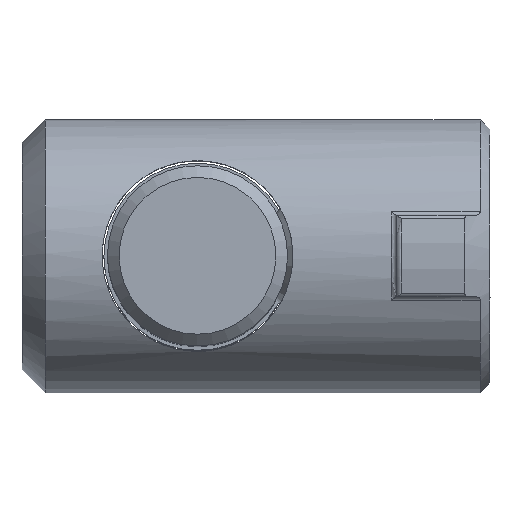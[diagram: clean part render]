
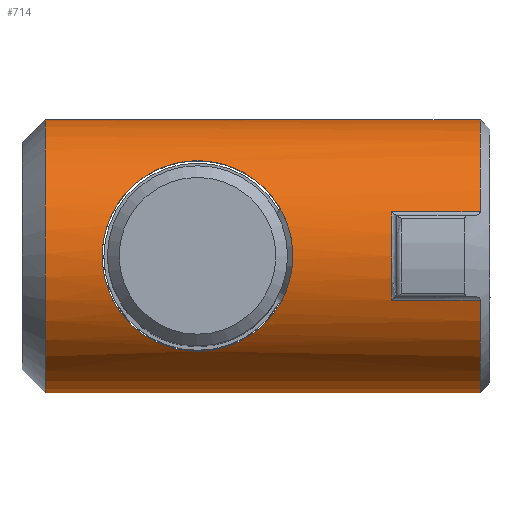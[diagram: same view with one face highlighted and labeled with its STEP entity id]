
A CAD part, top view. The second image highlights one B-rep face of the part: STEP entity #714.
In plain terms, the highlighted cylindrical face has radius 5.85 mm (diameter 11.7 mm), a full revolution.
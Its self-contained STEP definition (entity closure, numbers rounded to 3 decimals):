
#27=LINE($,#1305,#59);
#35=LINE($,#1373,#67);
#36=LINE($,#1375,#68);
#37=LINE($,#1378,#69);
#59=VECTOR($,#887,3.776);
#67=VECTOR($,#913,3.776);
#68=VECTOR($,#914,3.776);
#69=VECTOR($,#917,3.776);
#101=B_SPLINE_CURVE_WITH_KNOTS($,3,(#1099,#1100,#1101,#1102,#1103,#1104,
#1105,#1106,#1107,#1108,#1109,#1110,#1111,#1112,#1113,#1114,#1115,#1116,
#1117,#1118,#1119,#1120,#1121,#1122,#1123,#1124,#1125,#1126,#1127,#1128,
#1129,#1130,#1131,#1132),.UNSPECIFIED.,.T.,.F.,(4,2,2,2,2,2,2,2,2,2,2,2,
2,2,2,2,4),(0.,0.162,0.324,0.483,0.643,
0.802,0.962,1.124,1.286,1.447,
1.609,1.769,1.928,2.088,2.248,
2.409,2.571),.UNSPECIFIED.);
#102=B_SPLINE_CURVE_WITH_KNOTS($,3,(#1134,#1135,#1136,#1137,#1138,#1139,
#1140,#1141,#1142,#1143,#1144,#1145,#1146,#1147,#1148,#1149,#1150,#1151,
#1152,#1153,#1154,#1155,#1156,#1157,#1158,#1159,#1160,#1161,#1162,#1163,
#1164,#1165,#1166,#1167),.UNSPECIFIED.,.T.,.F.,(4,2,2,2,2,2,2,2,2,2,2,2,
2,2,2,2,4),(0.,0.162,0.324,0.483,0.643,
0.802,0.962,1.124,1.286,1.447,
1.609,1.769,1.928,2.088,2.248,
2.409,2.571),.UNSPECIFIED.);
#163=CYLINDRICAL_SURFACE($,#783,5.85);
#184=FACE_BOUND($,#266,.T.);
#185=FACE_BOUND($,#267,.T.);
#186=FACE_BOUND($,#268,.T.);
#187=FACE_BOUND($,#269,.T.);
#266=EDGE_LOOP($,(#562));
#267=EDGE_LOOP($,(#563));
#268=EDGE_LOOP($,(#564));
#269=EDGE_LOOP($,(#565,#566,#567,#568,#569,#570,#571,#572));
#313=CIRCLE($,#773,5.85);
#315=CIRCLE($,#775,5.85);
#317=CIRCLE($,#784,5.85);
#318=CIRCLE($,#785,5.85);
#319=CIRCLE($,#786,5.85);
#340=VERTEX_POINT($,#1098);
#341=VERTEX_POINT($,#1133);
#342=VERTEX_POINT($,#1169);
#349=VERTEX_POINT($,#1217);
#350=VERTEX_POINT($,#1228);
#357=VERTEX_POINT($,#1277);
#359=VERTEX_POINT($,#1292);
#369=VERTEX_POINT($,#1369);
#370=VERTEX_POINT($,#1371);
#371=VERTEX_POINT($,#1374);
#372=VERTEX_POINT($,#1376);
#410=EDGE_CURVE($,#340,#340,#101,.T.);
#411=EDGE_CURVE($,#341,#341,#102,.T.);
#419=EDGE_CURVE($,#350,#349,#313,.T.);
#427=EDGE_CURVE($,#342,#357,#315,.T.);
#430=EDGE_CURVE($,#359,#349,#27,.T.);
#445=EDGE_CURVE($,#369,#369,#317,.T.);
#446=EDGE_CURVE($,#370,#359,#318,.T.);
#447=EDGE_CURVE($,#342,#370,#35,.T.);
#448=EDGE_CURVE($,#371,#357,#36,.T.);
#449=EDGE_CURVE($,#372,#371,#319,.T.);
#450=EDGE_CURVE($,#350,#372,#37,.T.);
#562=ORIENTED_EDGE($,*,*,#410,.T.);
#563=ORIENTED_EDGE($,*,*,#411,.T.);
#564=ORIENTED_EDGE($,*,*,#445,.F.);
#565=ORIENTED_EDGE($,*,*,#419,.T.);
#566=ORIENTED_EDGE($,*,*,#430,.F.);
#567=ORIENTED_EDGE($,*,*,#446,.F.);
#568=ORIENTED_EDGE($,*,*,#447,.F.);
#569=ORIENTED_EDGE($,*,*,#427,.T.);
#570=ORIENTED_EDGE($,*,*,#448,.F.);
#571=ORIENTED_EDGE($,*,*,#449,.F.);
#572=ORIENTED_EDGE($,*,*,#450,.F.);
#714=ADVANCED_FACE($,(#184,#185,#186,#187),#163,.T.);
#773=AXIS2_PLACEMENT_3D($,#1229,#878,#879);
#775=AXIS2_PLACEMENT_3D($,#1288,#882,#883);
#783=AXIS2_PLACEMENT_3D($,#1368,#907,#908);
#784=AXIS2_PLACEMENT_3D($,#1370,#909,#910);
#785=AXIS2_PLACEMENT_3D($,#1372,#911,#912);
#786=AXIS2_PLACEMENT_3D($,#1377,#915,#916);
#878=DIRECTION('center_axis',(0.,0.,1.));
#879=DIRECTION('ref_axis',(-1.,0.,0.));
#882=DIRECTION('center_axis',(0.,0.,1.));
#883=DIRECTION('ref_axis',(-1.,0.,0.));
#887=DIRECTION($,(0.,0.,-1.));
#907=DIRECTION('center_axis',(0.,0.,1.));
#908=DIRECTION('ref_axis',(-1.,0.,0.));
#909=DIRECTION('center_axis',(0.,0.,1.));
#910=DIRECTION('ref_axis',(-1.,0.,0.));
#911=DIRECTION('center_axis',(0.,0.,-1.));
#912=DIRECTION('ref_axis',(1.,0.,0.));
#913=DIRECTION($,(0.,0.,1.));
#914=DIRECTION($,(0.,0.,-1.));
#915=DIRECTION('center_axis',(0.,0.,-1.));
#916=DIRECTION('ref_axis',(-1.,0.,0.));
#917=DIRECTION($,(0.,0.,1.));
#1098=CARTESIAN_POINT('',(20.053,-5.797,12.5));
#1099=CARTESIAN_POINT('Ctrl Pts',(20.053,-5.797,12.5));
#1100=CARTESIAN_POINT('Ctrl Pts',(20.053,-5.797,11.961));
#1101=CARTESIAN_POINT('Ctrl Pts',(20.167,-5.909,11.41));
#1102=CARTESIAN_POINT('Ctrl Pts',(20.518,-6.329,10.417));
#1103=CARTESIAN_POINT('Ctrl Pts',(20.747,-6.637,9.973));
#1104=CARTESIAN_POINT('Ctrl Pts',(21.145,-7.34,9.269));
#1105=CARTESIAN_POINT('Ctrl Pts',(21.346,-7.786,8.958));
#1106=CARTESIAN_POINT('Ctrl Pts',(21.627,-8.786,8.535));
#1107=CARTESIAN_POINT('Ctrl Pts',(21.706,-9.341,8.425));
#1108=CARTESIAN_POINT('Ctrl Pts',(21.706,-10.404,8.425));
#1109=CARTESIAN_POINT('Ctrl Pts',(21.627,-10.959,8.535));
#1110=CARTESIAN_POINT('Ctrl Pts',(21.346,-11.959,8.958));
#1111=CARTESIAN_POINT('Ctrl Pts',(21.145,-12.405,9.269));
#1112=CARTESIAN_POINT('Ctrl Pts',(20.747,-13.108,9.973));
#1113=CARTESIAN_POINT('Ctrl Pts',(20.518,-13.416,10.417));
#1114=CARTESIAN_POINT('Ctrl Pts',(20.167,-13.836,11.41));
#1115=CARTESIAN_POINT('Ctrl Pts',(20.053,-13.947,11.961));
#1116=CARTESIAN_POINT('Ctrl Pts',(20.053,-13.947,13.039));
#1117=CARTESIAN_POINT('Ctrl Pts',(20.167,-13.836,13.59));
#1118=CARTESIAN_POINT('Ctrl Pts',(20.518,-13.416,14.583));
#1119=CARTESIAN_POINT('Ctrl Pts',(20.747,-13.108,15.027));
#1120=CARTESIAN_POINT('Ctrl Pts',(21.145,-12.405,15.731));
#1121=CARTESIAN_POINT('Ctrl Pts',(21.346,-11.959,16.042));
#1122=CARTESIAN_POINT('Ctrl Pts',(21.627,-10.959,16.465));
#1123=CARTESIAN_POINT('Ctrl Pts',(21.706,-10.404,16.575));
#1124=CARTESIAN_POINT('Ctrl Pts',(21.706,-9.341,16.575));
#1125=CARTESIAN_POINT('Ctrl Pts',(21.627,-8.786,16.465));
#1126=CARTESIAN_POINT('Ctrl Pts',(21.346,-7.786,16.042));
#1127=CARTESIAN_POINT('Ctrl Pts',(21.145,-7.34,15.731));
#1128=CARTESIAN_POINT('Ctrl Pts',(20.747,-6.637,15.027));
#1129=CARTESIAN_POINT('Ctrl Pts',(20.518,-6.329,14.583));
#1130=CARTESIAN_POINT('Ctrl Pts',(20.167,-5.909,13.59));
#1131=CARTESIAN_POINT('Ctrl Pts',(20.053,-5.797,13.039));
#1132=CARTESIAN_POINT('Ctrl Pts',(20.053,-5.797,12.5));
#1133=CARTESIAN_POINT('',(11.659,-5.797,12.5));
#1134=CARTESIAN_POINT('Ctrl Pts',(11.659,-5.797,12.5));
#1135=CARTESIAN_POINT('Ctrl Pts',(11.659,-5.797,13.039));
#1136=CARTESIAN_POINT('Ctrl Pts',(11.544,-5.909,13.59));
#1137=CARTESIAN_POINT('Ctrl Pts',(11.193,-6.329,14.583));
#1138=CARTESIAN_POINT('Ctrl Pts',(10.965,-6.637,15.027));
#1139=CARTESIAN_POINT('Ctrl Pts',(10.567,-7.34,15.731));
#1140=CARTESIAN_POINT('Ctrl Pts',(10.366,-7.786,16.042));
#1141=CARTESIAN_POINT('Ctrl Pts',(10.084,-8.786,16.465));
#1142=CARTESIAN_POINT('Ctrl Pts',(10.006,-9.341,16.575));
#1143=CARTESIAN_POINT('Ctrl Pts',(10.006,-10.404,16.575));
#1144=CARTESIAN_POINT('Ctrl Pts',(10.084,-10.959,16.465));
#1145=CARTESIAN_POINT('Ctrl Pts',(10.366,-11.959,16.042));
#1146=CARTESIAN_POINT('Ctrl Pts',(10.567,-12.405,15.731));
#1147=CARTESIAN_POINT('Ctrl Pts',(10.965,-13.108,15.027));
#1148=CARTESIAN_POINT('Ctrl Pts',(11.193,-13.416,14.583));
#1149=CARTESIAN_POINT('Ctrl Pts',(11.544,-13.836,13.59));
#1150=CARTESIAN_POINT('Ctrl Pts',(11.659,-13.947,13.039));
#1151=CARTESIAN_POINT('Ctrl Pts',(11.659,-13.947,11.961));
#1152=CARTESIAN_POINT('Ctrl Pts',(11.544,-13.836,11.41));
#1153=CARTESIAN_POINT('Ctrl Pts',(11.193,-13.416,10.417));
#1154=CARTESIAN_POINT('Ctrl Pts',(10.965,-13.108,9.973));
#1155=CARTESIAN_POINT('Ctrl Pts',(10.567,-12.405,9.269));
#1156=CARTESIAN_POINT('Ctrl Pts',(10.366,-11.959,8.958));
#1157=CARTESIAN_POINT('Ctrl Pts',(10.084,-10.959,8.535));
#1158=CARTESIAN_POINT('Ctrl Pts',(10.006,-10.404,8.425));
#1159=CARTESIAN_POINT('Ctrl Pts',(10.006,-9.341,8.425));
#1160=CARTESIAN_POINT('Ctrl Pts',(10.084,-8.786,8.535));
#1161=CARTESIAN_POINT('Ctrl Pts',(10.366,-7.786,8.958));
#1162=CARTESIAN_POINT('Ctrl Pts',(10.567,-7.34,9.269));
#1163=CARTESIAN_POINT('Ctrl Pts',(10.965,-6.637,9.973));
#1164=CARTESIAN_POINT('Ctrl Pts',(11.193,-6.329,10.417));
#1165=CARTESIAN_POINT('Ctrl Pts',(11.544,-5.909,11.41));
#1166=CARTESIAN_POINT('Ctrl Pts',(11.659,-5.797,11.961));
#1167=CARTESIAN_POINT('Ctrl Pts',(11.659,-5.797,12.5));
#1169=CARTESIAN_POINT('',(21.394,-7.987,0.424));
#1217=CARTESIAN_POINT('',(21.394,-11.758,0.424));
#1228=CARTESIAN_POINT('',(10.318,-11.758,0.424));
#1229=CARTESIAN_POINT('Origin',(15.856,-9.872,0.424));
#1277=CARTESIAN_POINT('',(10.318,-7.987,0.424));
#1288=CARTESIAN_POINT('Origin',(15.856,-9.872,0.424));
#1292=CARTESIAN_POINT('',(21.394,-11.758,4.2));
#1305=CARTESIAN_POINT($,(21.394,-11.758,0.));
#1368=CARTESIAN_POINT('Origin',(15.856,-9.872,0.));
#1369=CARTESIAN_POINT('',(21.706,-9.872,19.));
#1370=CARTESIAN_POINT('Origin',(15.856,-9.872,19.));
#1371=CARTESIAN_POINT('',(21.394,-7.987,4.2));
#1372=CARTESIAN_POINT('Origin',(15.856,-9.872,4.2));
#1373=CARTESIAN_POINT($,(21.394,-7.987,0.));
#1374=CARTESIAN_POINT('',(10.318,-7.987,4.2));
#1375=CARTESIAN_POINT($,(10.318,-7.987,0.));
#1376=CARTESIAN_POINT('',(10.318,-11.758,4.2));
#1377=CARTESIAN_POINT('Origin',(15.856,-9.872,4.2));
#1378=CARTESIAN_POINT($,(10.318,-11.758,0.));
